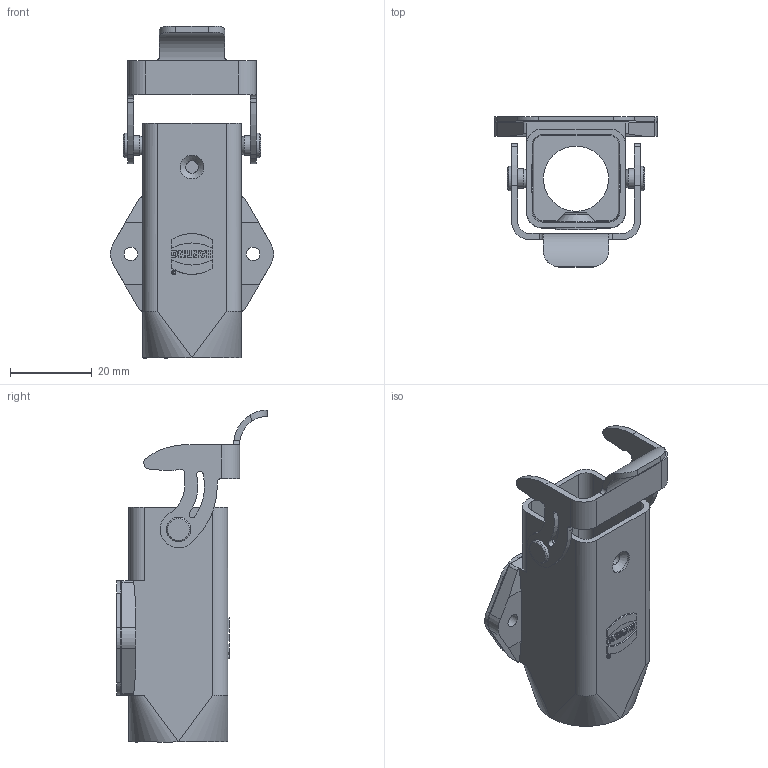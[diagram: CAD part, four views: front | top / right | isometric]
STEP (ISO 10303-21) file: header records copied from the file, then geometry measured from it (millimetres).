
FILE_DESCRIPTION(/* description */ (''),/* implementation_level */ '2;1');
FILE_NAME(/* name */ '100197609ugm000_d.stp',/* time_stamp */ '2019-03-25T16:32:43+01:00',/* author */ (''),/* organization */ (''),/* preprocessor_version */ 'ST-DEVELOPER v16.7',/* originating_system */ 'SIEMENS PLM Software NX 12.0',/* authorisation */ '');
FILE_SCHEMA (('AUTOMOTIVE_DESIGN { 1 0 10303 214 3 1 1 1 }'));
Length unit declared in the file: millimetre
Products named in the file (1): 100197609ugm000_d
Bounding box: 40 x 36.9 x 81.39 mm (x, y, z)
Volume: 12477.7 mm3; surface area: 13375.8 mm2
Topology: 2 solids, 2 shells, 316 faces, 815 edges, 528 vertices
Faces by surface type: plane 186, cylinder 95, bspline 23, cone 10, torus 2
Full cylindrical faces by diameter (mm): 0.753 x1, 0.986 x1, 2.5 x2, 3.05 x1, 3.3 x2, 3.5 x2, 4.8 x2, 5 x2, 5.8 x1, 6 x2, 20 x1
Entity records: 12541 total; most frequent: CARTESIAN_POINT 2644, ORIENTED_EDGE 1572, DIRECTION 1535, EDGE_CURVE 786, LINE 531, VECTOR 531, VERTEX_POINT 524, AXIS2_PLACEMENT_3D 502
